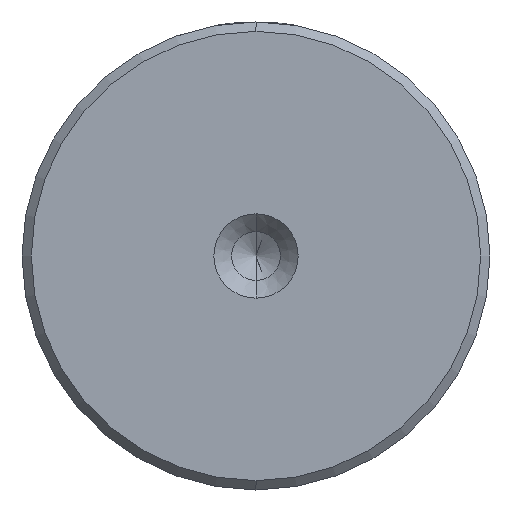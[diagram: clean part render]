
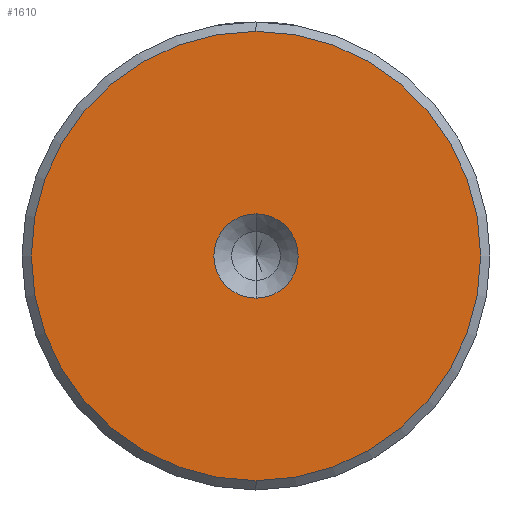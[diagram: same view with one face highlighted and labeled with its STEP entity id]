
A CAD part, left-side view. The second image highlights one B-rep face of the part: STEP entity #1610.
In plain terms, the highlighted planar face has unit normal (-1, 0, 0).
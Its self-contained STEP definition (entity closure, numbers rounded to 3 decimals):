
#35 = CARTESIAN_POINT ( 'NONE',  ( 0., 0., -12. ) ) ;
#66 = CARTESIAN_POINT ( 'NONE',  ( 0., 0., 0. ) ) ;
#71 = DIRECTION ( 'NONE',  ( -1., 0., 0. ) ) ;
#87 = CARTESIAN_POINT ( 'NONE',  ( 0., 0., 0. ) ) ;
#203 = ORIENTED_EDGE ( 'NONE', *, *, #1364, .F. ) ;
#218 = DIRECTION ( 'NONE',  ( -1., 0., 0. ) ) ;
#256 = DIRECTION ( 'NONE',  ( -1., 0., 0. ) ) ;
#317 = CIRCLE ( 'NONE', #1853, 12. ) ;
#382 = VERTEX_POINT ( 'NONE', #35 ) ;
#398 = ORIENTED_EDGE ( 'NONE', *, *, #431, .T. ) ;
#431 = EDGE_CURVE ( 'NONE', #382, #1724, #699, .T. ) ;
#496 = CIRCLE ( 'NONE', #990, 2.25 ) ;
#498 = CARTESIAN_POINT ( 'NONE',  ( 0., 0., 2.25 ) ) ;
#541 = CARTESIAN_POINT ( 'NONE',  ( 0., 0., -2.25 ) ) ;
#578 = FACE_OUTER_BOUND ( 'NONE', #1881, .T. ) ;
#699 = CIRCLE ( 'NONE', #1072, 12. ) ;
#723 = AXIS2_PLACEMENT_3D ( 'NONE', #66, #256, #1484 ) ;
#897 = EDGE_CURVE ( 'NONE', #1724, #382, #317, .T. ) ;
#990 = AXIS2_PLACEMENT_3D ( 'NONE', #1286, #218, #1449 ) ;
#1072 = AXIS2_PLACEMENT_3D ( 'NONE', #2031, #1884, #1868 ) ;
#1142 = PLANE ( 'NONE',  #723 ) ;
#1146 = CARTESIAN_POINT ( 'NONE',  ( 0., 0., 0. ) ) ;
#1228 = DIRECTION ( 'NONE',  ( 0., 0., 1. ) ) ;
#1263 = VERTEX_POINT ( 'NONE', #541 ) ;
#1286 = CARTESIAN_POINT ( 'NONE',  ( 0., 0., 0. ) ) ;
#1309 = CIRCLE ( 'NONE', #1565, 2.25 ) ;
#1322 = DIRECTION ( 'NONE',  ( 0., 0., 1. ) ) ;
#1348 = CARTESIAN_POINT ( 'NONE',  ( 0., 0., 12. ) ) ;
#1364 = EDGE_CURVE ( 'NONE', #1263, #1756, #496, .T. ) ;
#1449 = DIRECTION ( 'NONE',  ( 0., 0., 1. ) ) ;
#1474 = EDGE_CURVE ( 'NONE', #1756, #1263, #1309, .T. ) ;
#1484 = DIRECTION ( 'NONE',  ( 0., 0., 1. ) ) ;
#1485 = EDGE_LOOP ( 'NONE', ( #1882, #203 ) ) ;
#1488 = FACE_BOUND ( 'NONE', #1485, .T. ) ;
#1565 = AXIS2_PLACEMENT_3D ( 'NONE', #1146, #71, #1322 ) ;
#1610 = ADVANCED_FACE ( 'NONE', ( #578, #1488 ), #1142, .T. ) ;
#1642 = ORIENTED_EDGE ( 'NONE', *, *, #897, .T. ) ;
#1724 = VERTEX_POINT ( 'NONE', #1348 ) ;
#1756 = VERTEX_POINT ( 'NONE', #498 ) ;
#1853 = AXIS2_PLACEMENT_3D ( 'NONE', #87, #2077, #1228 ) ;
#1868 = DIRECTION ( 'NONE',  ( 0., 0., 1. ) ) ;
#1881 = EDGE_LOOP ( 'NONE', ( #398, #1642 ) ) ;
#1882 = ORIENTED_EDGE ( 'NONE', *, *, #1474, .F. ) ;
#1884 = DIRECTION ( 'NONE',  ( -1., 0., 0. ) ) ;
#2031 = CARTESIAN_POINT ( 'NONE',  ( 0., 0., 0. ) ) ;
#2077 = DIRECTION ( 'NONE',  ( -1., 0., 0. ) ) ;
